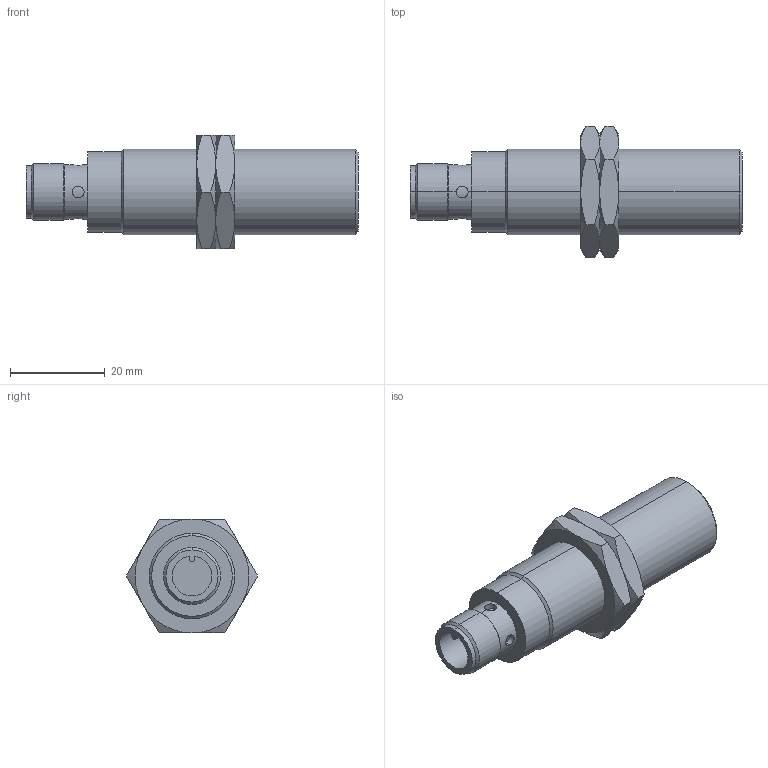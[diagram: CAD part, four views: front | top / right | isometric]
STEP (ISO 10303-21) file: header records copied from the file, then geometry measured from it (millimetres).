
FILE_DESCRIPTION (( 'STEP AP214' ), '1' );
FILE_NAME ('PKW-AP-1H.step', '2018-04-17T19:37:20', ( '' ), ( '' ), 'SwSTEP 2.0', 'SolidWorks 2017', '' );
FILE_SCHEMA (( 'AUTOMOTIVE_DESIGN' ));
Length unit declared in the file: inch
Products named in the file (1): PKW-AP-1H
Bounding box: 70 x 27.71 x 24 mm (x, y, z)
Volume: 17285.1 mm3; surface area: 6470.5 mm2
Topology: 3 solids, 3 shells, 91 faces, 191 edges, 110 vertices
Faces by surface type: cone 40, cylinder 29, plane 22
Entity records: 4052 total; most frequent: CARTESIAN_POINT 945, ORIENTED_EDGE 382, DIRECTION 377, EDGE_CURVE 191, AXIS2_PLACEMENT_3D 158, VERTEX_POINT 110, EDGE_LOOP 99, LENGTH_MEASURE_WITH_UNIT 96
